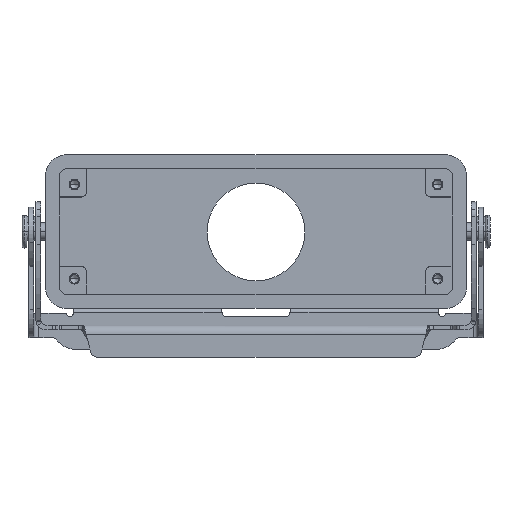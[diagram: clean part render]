
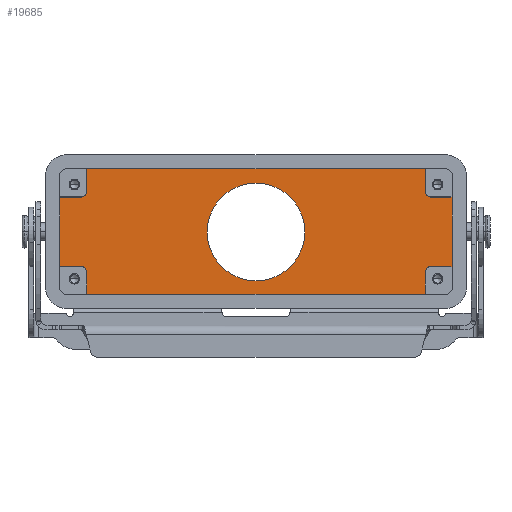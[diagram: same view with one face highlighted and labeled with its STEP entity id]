
A CAD part, top view. The second image highlights one B-rep face of the part: STEP entity #19685.
In plain terms, the highlighted planar face has unit normal (0, 0, 1).
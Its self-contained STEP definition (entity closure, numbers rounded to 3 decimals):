
#7754=CARTESIAN_POINT('',(-14.,0.,-48.5));
#7755=VERTEX_POINT('',#7754);
#7771=CARTESIAN_POINT('',(14.,0.,-48.5));
#7772=VERTEX_POINT('',#7771);
#7779=CARTESIAN_POINT('',(0.0,0.0,-48.5));
#7780=DIRECTION('',(0.0,0.0,-1.0));
#7781=DIRECTION('',(-1.0,0.0,0.0));
#7782=AXIS2_PLACEMENT_3D('',#7779,#7780,#7781);
#7783=CIRCLE('',#7782,14.);
#7784=EDGE_CURVE('',#7755,#7772,#7783,.T.);
#17482=CARTESIAN_POINT('',(-48.5,-18.75,-48.5));
#17483=VERTEX_POINT('',#17482);
#17492=CARTESIAN_POINT('',(-48.5,-11.5,-48.5));
#17493=VERTEX_POINT('',#17492);
#17494=CARTESIAN_POINT('',(-48.5,-11.5,-48.5));
#17495=DIRECTION('',(0.0,-1.0,0.0));
#17496=VECTOR('',#17495,7.25);
#17497=LINE('',#17494,#17496);
#17498=EDGE_CURVE('',#17493,#17483,#17497,.T.);
#17522=CARTESIAN_POINT('',(-50.0,-10.0,-48.5));
#17523=VERTEX_POINT('',#17522);
#17524=CARTESIAN_POINT('',(-50.0,-11.5,-48.5));
#17525=DIRECTION('',(0.0,0.0,-1.0));
#17526=DIRECTION('',(-1.0,0.0,0.0));
#17527=AXIS2_PLACEMENT_3D('',#17524,#17525,#17526);
#17528=CIRCLE('',#17527,1.5);
#17529=EDGE_CURVE('',#17523,#17493,#17528,.T.);
#17555=CARTESIAN_POINT('',(-57.,-10.0,-48.5));
#17556=VERTEX_POINT('',#17555);
#17557=CARTESIAN_POINT('',(-57.,-10.0,-48.5));
#17558=DIRECTION('',(1.0,0.0,0.0));
#17559=VECTOR('',#17558,7.);
#17560=LINE('',#17557,#17559);
#17561=EDGE_CURVE('',#17556,#17523,#17560,.T.);
#17626=CARTESIAN_POINT('',(-48.5,18.75,-48.5));
#17627=VERTEX_POINT('',#17626);
#17642=CARTESIAN_POINT('',(-48.5,11.5,-48.5));
#17643=VERTEX_POINT('',#17642);
#17650=CARTESIAN_POINT('',(-48.5,18.75,-48.5));
#17651=DIRECTION('',(0.0,-1.0,0.0));
#17652=VECTOR('',#17651,7.25);
#17653=LINE('',#17650,#17652);
#17654=EDGE_CURVE('',#17627,#17643,#17653,.T.);
#17717=CARTESIAN_POINT('',(-50.0,10.0,-48.5));
#17718=VERTEX_POINT('',#17717);
#17719=CARTESIAN_POINT('',(-50.0,11.5,-48.5));
#17720=DIRECTION('',(0.0,0.0,-1.0));
#17721=DIRECTION('',(0.0,-1.0,0.0));
#17722=AXIS2_PLACEMENT_3D('',#17719,#17720,#17721);
#17723=CIRCLE('',#17722,1.5);
#17724=EDGE_CURVE('',#17643,#17718,#17723,.T.);
#17742=CARTESIAN_POINT('',(-57.,10.0,-48.5));
#17743=VERTEX_POINT('',#17742);
#17744=CARTESIAN_POINT('',(-50.0,10.0,-48.5));
#17745=DIRECTION('',(-1.0,0.0,0.0));
#17746=VECTOR('',#17745,7.);
#17747=LINE('',#17744,#17746);
#17748=EDGE_CURVE('',#17718,#17743,#17747,.T.);
#17768=CARTESIAN_POINT('',(48.5,-18.75,-48.5));
#17769=VERTEX_POINT('',#17768);
#17784=CARTESIAN_POINT('',(48.5,-11.5,-48.5));
#17785=VERTEX_POINT('',#17784);
#17792=CARTESIAN_POINT('',(48.5,-18.75,-48.5));
#17793=DIRECTION('',(0.0,1.0,0.0));
#17794=VECTOR('',#17793,7.25);
#17795=LINE('',#17792,#17794);
#17796=EDGE_CURVE('',#17769,#17785,#17795,.T.);
#17859=CARTESIAN_POINT('',(50.,-10.0,-48.5));
#17860=VERTEX_POINT('',#17859);
#17861=CARTESIAN_POINT('',(50.,-11.5,-48.5));
#17862=DIRECTION('',(0.0,0.0,-1.0));
#17863=DIRECTION('',(0.0,1.0,0.0));
#17864=AXIS2_PLACEMENT_3D('',#17861,#17862,#17863);
#17865=CIRCLE('',#17864,1.5);
#17866=EDGE_CURVE('',#17785,#17860,#17865,.T.);
#17884=CARTESIAN_POINT('',(57.,-10.0,-48.5));
#17885=VERTEX_POINT('',#17884);
#17886=CARTESIAN_POINT('',(50.,-10.0,-48.5));
#17887=DIRECTION('',(1.0,0.0,0.0));
#17888=VECTOR('',#17887,7.);
#17889=LINE('',#17886,#17888);
#17890=EDGE_CURVE('',#17860,#17885,#17889,.T.);
#17908=CARTESIAN_POINT('',(48.5,18.75,-48.5));
#17909=VERTEX_POINT('',#17908);
#17918=CARTESIAN_POINT('',(48.5,11.5,-48.5));
#17919=VERTEX_POINT('',#17918);
#17920=CARTESIAN_POINT('',(48.5,11.5,-48.5));
#17921=DIRECTION('',(0.0,1.0,0.0));
#17922=VECTOR('',#17921,7.25);
#17923=LINE('',#17920,#17922);
#17924=EDGE_CURVE('',#17919,#17909,#17923,.T.);
#17948=CARTESIAN_POINT('',(50.,10.0,-48.5));
#17949=VERTEX_POINT('',#17948);
#17950=CARTESIAN_POINT('',(50.,11.5,-48.5));
#17951=DIRECTION('',(0.0,0.0,-1.0));
#17952=DIRECTION('',(1.0,0.0,0.0));
#17953=AXIS2_PLACEMENT_3D('',#17950,#17951,#17952);
#17954=CIRCLE('',#17953,1.5);
#17955=EDGE_CURVE('',#17949,#17919,#17954,.T.);
#17981=CARTESIAN_POINT('',(57.,10.0,-48.5));
#17982=VERTEX_POINT('',#17981);
#17983=CARTESIAN_POINT('',(57.,10.0,-48.5));
#17984=DIRECTION('',(-1.0,0.0,0.0));
#17985=VECTOR('',#17984,7.);
#17986=LINE('',#17983,#17985);
#17987=EDGE_CURVE('',#17982,#17949,#17986,.T.);
#18156=CARTESIAN_POINT('',(-57.,10.0,-48.5));
#18157=DIRECTION('',(0.0,-1.0,0.0));
#18158=VECTOR('',#18157,20.0);
#18159=LINE('',#18156,#18158);
#18160=EDGE_CURVE('',#17743,#17556,#18159,.T.);
#18242=CARTESIAN_POINT('',(-48.5,-18.75,-48.5));
#18243=DIRECTION('',(1.0,0.0,0.0));
#18244=VECTOR('',#18243,97.);
#18245=LINE('',#18242,#18244);
#18246=EDGE_CURVE('',#17483,#17769,#18245,.T.);
#18848=CARTESIAN_POINT('',(0.0,0.0,-48.5));
#18849=DIRECTION('',(0.0,0.0,-1.0));
#18850=DIRECTION('',(-1.0,0.0,0.0));
#18851=AXIS2_PLACEMENT_3D('',#18848,#18849,#18850);
#18852=CIRCLE('',#18851,14.);
#18853=EDGE_CURVE('',#7772,#7755,#18852,.T.);
#19510=CARTESIAN_POINT('',(57.,-10.0,-48.5));
#19511=DIRECTION('',(0.0,1.0,0.0));
#19512=VECTOR('',#19511,20.0);
#19513=LINE('',#19510,#19512);
#19514=EDGE_CURVE('',#17885,#17982,#19513,.T.);
#19530=CARTESIAN_POINT('',(48.5,18.75,-48.5));
#19531=DIRECTION('',(-1.0,0.0,0.0));
#19532=VECTOR('',#19531,97.0);
#19533=LINE('',#19530,#19532);
#19534=EDGE_CURVE('',#17909,#17627,#19533,.T.);
#19658=CARTESIAN_POINT('',(0.0,0.,-48.5));
#19659=DIRECTION('',(0.0,0.0,1.0));
#19660=DIRECTION('',(1.0,0.0,0.0));
#19661=AXIS2_PLACEMENT_3D('',#19658,#19659,#19660);
#19662=PLANE('',#19661);
#19663=ORIENTED_EDGE('',*,*,#17498,.T.);
#19664=ORIENTED_EDGE('',*,*,#18246,.T.);
#19665=ORIENTED_EDGE('',*,*,#17796,.T.);
#19666=ORIENTED_EDGE('',*,*,#17866,.T.);
#19667=ORIENTED_EDGE('',*,*,#17890,.T.);
#19668=ORIENTED_EDGE('',*,*,#19514,.T.);
#19669=ORIENTED_EDGE('',*,*,#17987,.T.);
#19670=ORIENTED_EDGE('',*,*,#17955,.T.);
#19671=ORIENTED_EDGE('',*,*,#17924,.T.);
#19672=ORIENTED_EDGE('',*,*,#19534,.T.);
#19673=ORIENTED_EDGE('',*,*,#17654,.T.);
#19674=ORIENTED_EDGE('',*,*,#17724,.T.);
#19675=ORIENTED_EDGE('',*,*,#17748,.T.);
#19676=ORIENTED_EDGE('',*,*,#18160,.T.);
#19677=ORIENTED_EDGE('',*,*,#17561,.T.);
#19678=ORIENTED_EDGE('',*,*,#17529,.T.);
#19679=EDGE_LOOP('',(#19663,#19664,#19665,#19666,#19667,#19668,#19669,#19670,#19671,#19672,#19673,#19674,#19675,#19676,#19677,#19678));
#19680=FACE_OUTER_BOUND('',#19679,.T.);
#19681=ORIENTED_EDGE('',*,*,#18853,.T.);
#19682=ORIENTED_EDGE('',*,*,#7784,.T.);
#19683=EDGE_LOOP('',(#19681,#19682));
#19684=FACE_BOUND('',#19683,.T.);
#19685=ADVANCED_FACE('',(#19680,#19684),#19662,.T.);
